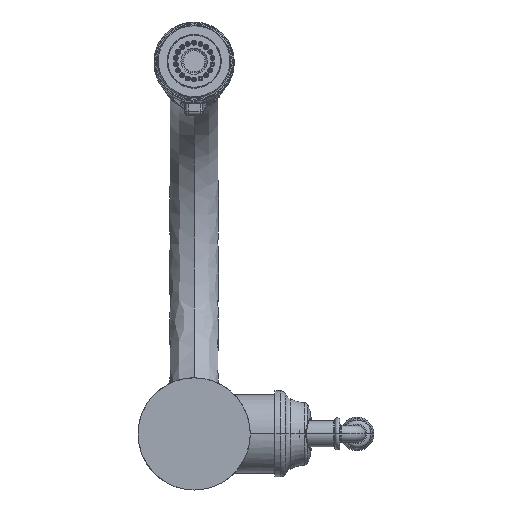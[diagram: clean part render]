
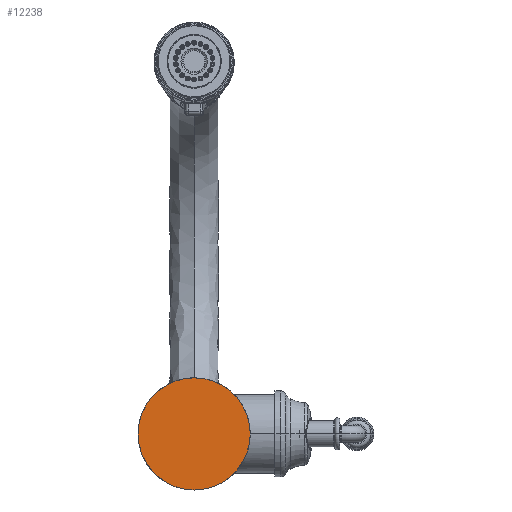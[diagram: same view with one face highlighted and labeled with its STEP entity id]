
A CAD part, front view. The second image highlights one B-rep face of the part: STEP entity #12238.
In plain terms, the highlighted planar face has unit normal (0, -1, 0).
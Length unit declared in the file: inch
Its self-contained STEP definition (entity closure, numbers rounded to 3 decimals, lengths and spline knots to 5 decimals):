
#7=CARTESIAN_POINT('',(0.,0.,0.));
#8=DIRECTION('',(0.,-1.,0.));
#9=DIRECTION('',(1.,0.,0.));
#10=AXIS2_PLACEMENT_3D('',#7,#8,#9);
#1677=CARTESIAN_POINT('',(0.,0.,0.));
#1678=DIRECTION('',(0.,1.,0.));
#1679=DIRECTION('',(1.,0.,0.));
#1680=AXIS2_PLACEMENT_3D('',#1677,#1678,#1679);
#10857=CARTESIAN_POINT('',(1.2835,0.,0.));
#10858=CARTESIAN_POINT('',(-1.2835,0.,0.));
#10859=VERTEX_POINT('',#10857);
#10860=VERTEX_POINT('',#10858);
#12227=CARTESIAN_POINT('',(0.,0.,0.));
#12228=DIRECTION('',(0.,-1.,0.));
#12229=DIRECTION('',(-1.,0.,0.));
#12230=AXIS2_PLACEMENT_3D('',#12227,#12228,#12229);
#12231=PLANE('',#12230);
#12233=ORIENTED_EDGE('',*,*,#12232,.F.);
#12235=ORIENTED_EDGE('',*,*,#12234,.T.);
#12236=EDGE_LOOP('',(#12233,#12235));
#12237=FACE_OUTER_BOUND('',#12236,.F.);
#12238=ADVANCED_FACE('',(#12237),#12231,.T.);
#11=CIRCLE('',#10,1.2835);
#1681=CIRCLE('',#1680,1.2835);
#12232=EDGE_CURVE('',#10859,#10860,#11,.T.);
#12234=EDGE_CURVE('',#10859,#10860,#1681,.T.);
